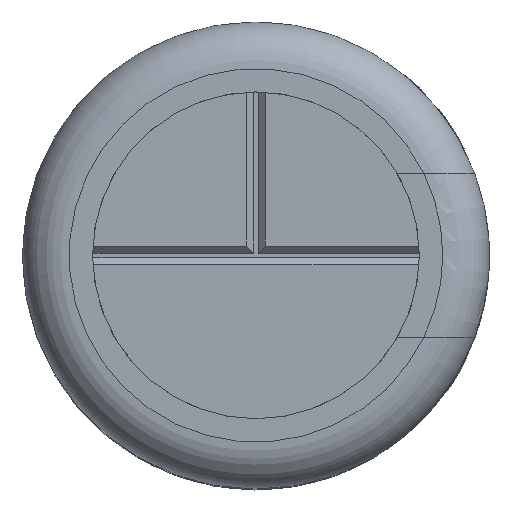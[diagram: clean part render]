
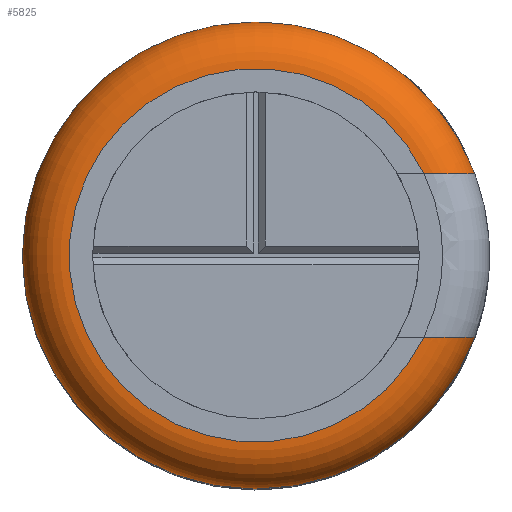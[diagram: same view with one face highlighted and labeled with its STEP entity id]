
A CAD part, top view. The second image highlights one B-rep face of the part: STEP entity #5825.
In plain terms, the highlighted toroidal (fillet/blend) face has major radius 4 mm and minor radius 1 mm.
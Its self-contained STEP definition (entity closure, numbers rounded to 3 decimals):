
#533 = CARTESIAN_POINT ( 'NONE',  ( 4.249, 1.75, 16.314 ) ) ;
#1803 = CARTESIAN_POINT ( 'NONE',  ( 0., 0., 15.5 ) ) ;
#2813 = CARTESIAN_POINT ( 'NONE',  ( 4.684, -1.75, 15.5 ) ) ;
#2961 = CARTESIAN_POINT ( 'NONE',  ( 4.249, -1.75, 16.314 ) ) ;
#3279 = CARTESIAN_POINT ( 'NONE',  ( 4.538, 1.75, 16.022 ) ) ;
#4320 = EDGE_CURVE ( 'NONE', #22999, #29654, #11901, .T. ) ;
#4541 = EDGE_CURVE ( 'NONE', #28776, #26448, #27339, .T. ) ;
#5137 = CARTESIAN_POINT ( 'NONE',  ( 3.597, -1.75, 16.5 ) ) ;
#5165 = ORIENTED_EDGE ( 'NONE', *, *, #15595, .F. ) ;
#5229 = DIRECTION ( 'NONE',  ( 1., 0., 0. ) ) ;
#5825 = ADVANCED_FACE ( 'NONE', ( #19995 ), #25871, .T. ) ;
#5992 = DIRECTION ( 'NONE',  ( 1., 0., 0. ) ) ;
#6055 = CARTESIAN_POINT ( 'NONE',  ( 4.684, -1.75, 15.5 ) ) ;
#6822 = EDGE_CURVE ( 'NONE', #28776, #29654, #12413, .T. ) ;
#7827 = DIRECTION ( 'NONE',  ( 0., 0., -1. ) ) ;
#7974 = CARTESIAN_POINT ( 'NONE',  ( 0., 0., 15.5 ) ) ;
#8094 = CARTESIAN_POINT ( 'NONE',  ( 3.597, -1.75, 16.5 ) ) ;
#8684 = VERTEX_POINT ( 'NONE', #6055 ) ;
#8951 = DIRECTION ( 'NONE',  ( 0., 0., 1. ) ) ;
#9222 = CARTESIAN_POINT ( 'NONE',  ( 4.684, -1.75, 15.637 ) ) ;
#9526 = ORIENTED_EDGE ( 'NONE', *, *, #20149, .T. ) ;
#9671 = CARTESIAN_POINT ( 'NONE',  ( 4.454, -1.75, 16.133 ) ) ;
#9814 = CARTESIAN_POINT ( 'NONE',  ( 4.684, 1.75, 15.637 ) ) ;
#9968 = AXIS2_PLACEMENT_3D ( 'NONE', #15459, #8951, #24658 ) ;
#10995 = ORIENTED_EDGE ( 'NONE', *, *, #4541, .F. ) ;
#11901 = CIRCLE ( 'NONE', #25392, 5. ) ;
#12413 = B_SPLINE_CURVE_WITH_KNOTS ( 'NONE', 3,
 ( #19342, #26248, #14504, #23704, #533, #16917, #3279, #12542, #9814, #26104 ),
 .UNSPECIFIED., .F., .F.,
 ( 4, 2, 2, 2, 4 ),
 ( 0.001, 0.001, 0.001, 0.002, 0.002 ),
 .UNSPECIFIED. ) ;
#12542 = CARTESIAN_POINT ( 'NONE',  ( 4.653, 1.75, 15.775 ) ) ;
#12983 = CARTESIAN_POINT ( 'NONE',  ( 4.684, 1.75, 15.5 ) ) ;
#13786 = AXIS2_PLACEMENT_3D ( 'NONE', #16729, #25921, #5229 ) ;
#14208 = CARTESIAN_POINT ( 'NONE',  ( 4.538, -1.75, 16.021 ) ) ;
#14504 = CARTESIAN_POINT ( 'NONE',  ( 3.871, 1.75, 16.477 ) ) ;
#15004 = B_SPLINE_CURVE_WITH_KNOTS ( 'NONE', 3,
 ( #2813, #9222, #23705, #14208, #9671, #2961, #16622, #18424, #25813, #5137 ),
 .UNSPECIFIED., .F., .F.,
 ( 4, 2, 2, 2, 4 ),
 ( 0.004, 0.005, 0.005, 0.006, 0.006 ),
 .UNSPECIFIED. ) ;
#15338 = DIRECTION ( 'NONE',  ( 0., 0., -1. ) ) ;
#15459 = CARTESIAN_POINT ( 'NONE',  ( 0., 0., 15.5 ) ) ;
#15595 = EDGE_CURVE ( 'NONE', #8684, #22999, #22478, .T. ) ;
#15814 = EDGE_LOOP ( 'NONE', ( #5165, #9526, #10995, #18935, #27658 ) ) ;
#16622 = CARTESIAN_POINT ( 'NONE',  ( 4.129, -1.75, 16.384 ) ) ;
#16729 = CARTESIAN_POINT ( 'NONE',  ( 0., 0., 16.5 ) ) ;
#16917 = CARTESIAN_POINT ( 'NONE',  ( 4.453, 1.75, 16.134 ) ) ;
#18424 = CARTESIAN_POINT ( 'NONE',  ( 3.87, -1.75, 16.477 ) ) ;
#18935 = ORIENTED_EDGE ( 'NONE', *, *, #6822, .T. ) ;
#19342 = CARTESIAN_POINT ( 'NONE',  ( 3.597, 1.75, 16.5 ) ) ;
#19712 = DIRECTION ( 'NONE',  ( 1., 0., 0. ) ) ;
#19721 = CARTESIAN_POINT ( 'NONE',  ( -5., 0., 15.5 ) ) ;
#19995 = FACE_OUTER_BOUND ( 'NONE', #15814, .T. ) ;
#20149 = EDGE_CURVE ( 'NONE', #8684, #26448, #15004, .T. ) ;
#20699 = CARTESIAN_POINT ( 'NONE',  ( 3.597, 1.75, 16.5 ) ) ;
#22478 = CIRCLE ( 'NONE', #24399, 5. ) ;
#22999 = VERTEX_POINT ( 'NONE', #19721 ) ;
#23704 = CARTESIAN_POINT ( 'NONE',  ( 4.127, 1.75, 16.385 ) ) ;
#23705 = CARTESIAN_POINT ( 'NONE',  ( 4.653, -1.75, 15.774 ) ) ;
#24399 = AXIS2_PLACEMENT_3D ( 'NONE', #1803, #15338, #19712 ) ;
#24658 = DIRECTION ( 'NONE',  ( 1., 0., 0. ) ) ;
#25392 = AXIS2_PLACEMENT_3D ( 'NONE', #7974, #7827, #5992 ) ;
#25813 = CARTESIAN_POINT ( 'NONE',  ( 3.734, -1.75, 16.5 ) ) ;
#25871 = TOROIDAL_SURFACE ( 'NONE', #9968, 4., 1. ) ;
#25921 = DIRECTION ( 'NONE',  ( 0., 0., 1. ) ) ;
#26104 = CARTESIAN_POINT ( 'NONE',  ( 4.684, 1.75, 15.5 ) ) ;
#26248 = CARTESIAN_POINT ( 'NONE',  ( 3.733, 1.75, 16.5 ) ) ;
#26448 = VERTEX_POINT ( 'NONE', #8094 ) ;
#27339 = CIRCLE ( 'NONE', #13786, 4. ) ;
#27658 = ORIENTED_EDGE ( 'NONE', *, *, #4320, .F. ) ;
#28776 = VERTEX_POINT ( 'NONE', #20699 ) ;
#29654 = VERTEX_POINT ( 'NONE', #12983 ) ;
